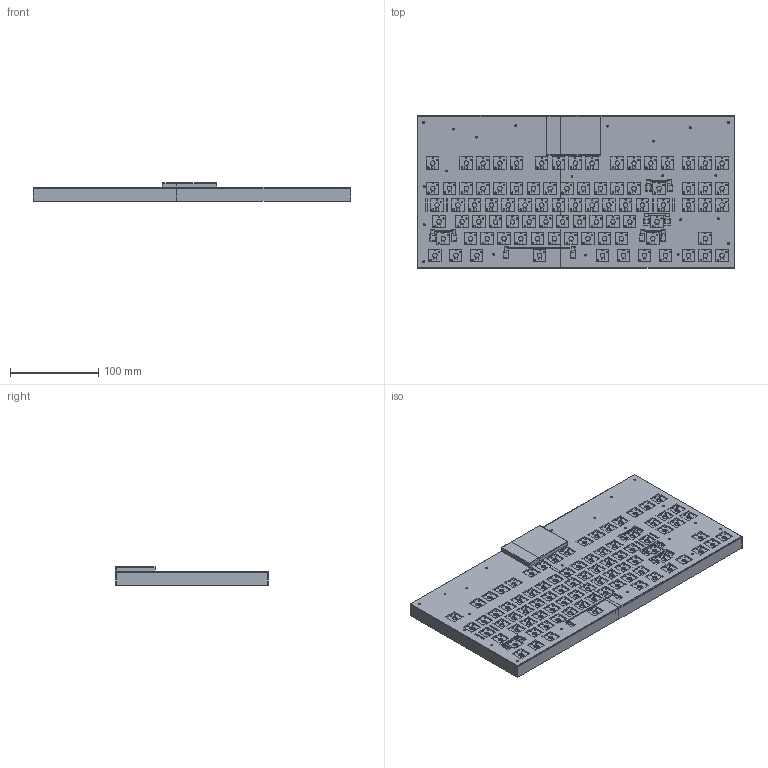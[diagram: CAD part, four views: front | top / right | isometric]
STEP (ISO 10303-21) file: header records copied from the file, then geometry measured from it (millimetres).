
FILE_DESCRIPTION(/* description */ (''),/* implementation_level */ '2;1');
FILE_NAME(/* name */ 'case.step',/* time_stamp */ '2026-02-14T13:17:51+01:00',/* author */ (''),/* organization */ (''),/* preprocessor_version */ 'ST-DEVELOPER v20.1',/* originating_system */ 'Autodesk Translation Framework v14.24.0.0',/* authorisation */ '');
FILE_SCHEMA (('AUTOMOTIVE_DESIGN { 1 0 10303 214 3 1 1 }'));
Products named in the file (12): case; pcb-3d 1; keyboard-lp_PCB; USB-C-SMD_TYPE-C-6PIN-2MD-073; R_0805_2012Metric; C_0805_2012Metric; bottom_case; Component7; Component8; top_plate; Component5; Component6
Assembly tree (129 placements, depth 3):
  case
    pcb-3d 1
      C_0805_2012Metric  x113
      R_0805_2012Metric  x6
      USB-C-SMD_TYPE-C-6PIN-2MD-073  x2
      keyboard-lp_PCB
    bottom_case
      Component7
      Component8
    top_plate
      Component5
      Component6
Bounding box: 360.87 x 173.05 x 21.2 mm (x, y, z)
Volume: 454995.1 mm3; surface area: 382908.5 mm2
Topology: 128 solids, 128 shells, 5837 faces, 15829 edges, 10525 vertices
Faces by surface type: plane 3690, cylinder 2099, bspline 29, cone 12, sphere 7
Full cylindrical faces by diameter (mm): 0.5 x4, 0.7 x4, 1.45 x174, 2 x21, 2.2 x42, 5.1 x87, 6.2 x21
Entity records: 79363 total; most frequent: CARTESIAN_POINT 14361, ORIENTED_EDGE 13164, DIRECTION 12639, EDGE_CURVE 6582, LINE 5235, VECTOR 5235, VERTEX_POINT 4373, AXIS2_PLACEMENT_3D 3702
